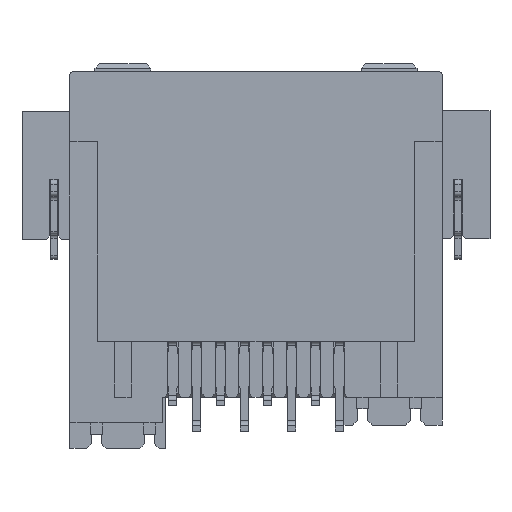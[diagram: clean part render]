
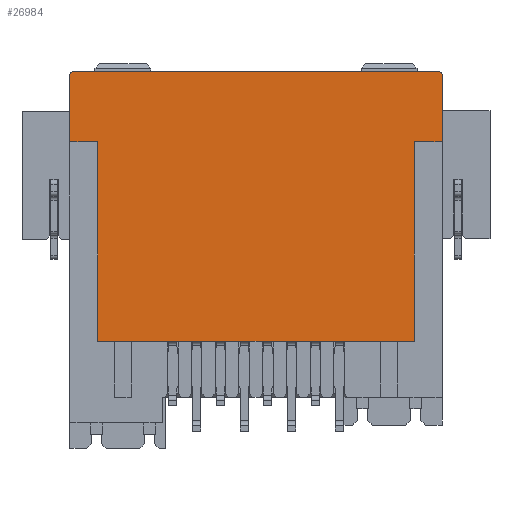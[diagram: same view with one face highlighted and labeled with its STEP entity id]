
A CAD part, front view. The second image highlights one B-rep face of the part: STEP entity #26984.
In plain terms, the highlighted planar face has unit normal (0, -1, 0).
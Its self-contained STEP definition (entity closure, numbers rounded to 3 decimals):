
#3701=CARTESIAN_POINT('',(7.85,-5.55,15.33));
#3702=DIRECTION('',(0.,-1.,0.));
#3703=DIRECTION('',(1.,0.,0.));
#3704=AXIS2_PLACEMENT_3D('',#3701,#3702,#3703);
#3706=DIRECTION('',(0.,0.,1.));
#3707=VECTOR('',#3706,2.85);
#3708=CARTESIAN_POINT('',(8.,-5.55,12.48));
#3709=LINE('',#3708,#3707);
#3710=DIRECTION('',(1.,0.,0.));
#3711=VECTOR('',#3710,13.6);
#3712=CARTESIAN_POINT('',(-6.8,-5.55,3.9));
#3713=LINE('',#3712,#3711);
#3714=DIRECTION('',(0.,0.,-1.));
#3715=VECTOR('',#3714,8.58);
#3716=CARTESIAN_POINT('',(-6.8,-5.55,12.48));
#3717=LINE('',#3716,#3715);
#3718=DIRECTION('',(1.,0.,0.));
#3719=VECTOR('',#3718,1.2);
#3720=CARTESIAN_POINT('',(-8.,-5.55,12.48));
#3721=LINE('',#3720,#3719);
#3722=DIRECTION('',(0.,0.,-1.));
#3723=VECTOR('',#3722,2.85);
#3724=CARTESIAN_POINT('',(-8.,-5.55,15.33));
#3725=LINE('',#3724,#3723);
#3726=CARTESIAN_POINT('',(-7.85,-5.55,15.33));
#3727=DIRECTION('',(0.,-1.,0.));
#3728=DIRECTION('',(0.,0.,1.));
#3729=AXIS2_PLACEMENT_3D('',#3726,#3727,#3728);
#3731=DIRECTION('',(-1.,0.,0.));
#3732=VECTOR('',#3731,15.7);
#3733=CARTESIAN_POINT('',(7.85,-5.55,15.48));
#3734=LINE('',#3733,#3732);
#5216=DIRECTION('',(0.,0.,1.));
#5217=VECTOR('',#5216,8.58);
#5218=CARTESIAN_POINT('',(6.8,-5.55,3.9));
#5219=LINE('',#5218,#5217);
#5224=DIRECTION('',(1.,0.,0.));
#5225=VECTOR('',#5224,1.2);
#5226=CARTESIAN_POINT('',(6.8,-5.55,12.48));
#5227=LINE('',#5226,#5225);
#17281=CARTESIAN_POINT('',(7.85,-5.55,15.48));
#17282=VERTEX_POINT('',#17281);
#17283=CARTESIAN_POINT('',(-7.85,-5.55,15.48));
#17284=VERTEX_POINT('',#17283);
#17759=CARTESIAN_POINT('',(8.,-5.55,12.48));
#17760=VERTEX_POINT('',#17759);
#17761=CARTESIAN_POINT('',(8.,-5.55,15.33));
#17762=VERTEX_POINT('',#17761);
#17945=CARTESIAN_POINT('',(-6.8,-5.55,12.48));
#17946=VERTEX_POINT('',#17945);
#17947=CARTESIAN_POINT('',(-8.,-5.55,12.48));
#17948=VERTEX_POINT('',#17947);
#17953=CARTESIAN_POINT('',(-8.,-5.55,15.33));
#17954=VERTEX_POINT('',#17953);
#18181=CARTESIAN_POINT('',(6.8,-5.55,3.9));
#18182=VERTEX_POINT('',#18181);
#18183=CARTESIAN_POINT('',(-6.8,-5.55,3.9));
#18184=VERTEX_POINT('',#18183);
#18189=CARTESIAN_POINT('',(6.8,-5.55,12.48));
#18190=VERTEX_POINT('',#18189);
#26961=CARTESIAN_POINT('',(0.,-5.55,9.69));
#26962=DIRECTION('',(0.,1.,0.));
#26963=DIRECTION('',(1.,0.,0.));
#26964=AXIS2_PLACEMENT_3D('',#26961,#26962,#26963);
#26965=PLANE('',#26964);
#26967=ORIENTED_EDGE('',*,*,#26966,.F.);
#26969=ORIENTED_EDGE('',*,*,#26968,.F.);
#26971=ORIENTED_EDGE('',*,*,#26970,.F.);
#26973=ORIENTED_EDGE('',*,*,#26972,.F.);
#26974=ORIENTED_EDGE('',*,*,#26378,.F.);
#26976=ORIENTED_EDGE('',*,*,#26975,.F.);
#26978=ORIENTED_EDGE('',*,*,#26977,.F.);
#26979=ORIENTED_EDGE('',*,*,#26639,.F.);
#26980=ORIENTED_EDGE('',*,*,#26953,.F.);
#26981=ORIENTED_EDGE('',*,*,#22497,.F.);
#26982=EDGE_LOOP('',(#26967,#26969,#26971,#26973,#26974,#26976,#26978,#26979,
#26980,#26981));
#26983=FACE_OUTER_BOUND('',#26982,.F.);
#26984=ADVANCED_FACE('',(#26983),#26965,.F.);
#3705=CIRCLE('',#3704,0.15);
#3730=CIRCLE('',#3729,0.15);
#22497=EDGE_CURVE('',#17282,#17284,#3734,.T.);
#26378=EDGE_CURVE('',#18184,#18182,#3713,.T.);
#26639=EDGE_CURVE('',#17954,#17948,#3725,.T.);
#26953=EDGE_CURVE('',#17284,#17954,#3730,.T.);
#26966=EDGE_CURVE('',#17762,#17282,#3705,.T.);
#26968=EDGE_CURVE('',#17760,#17762,#3709,.T.);
#26970=EDGE_CURVE('',#18190,#17760,#5227,.T.);
#26972=EDGE_CURVE('',#18182,#18190,#5219,.T.);
#26975=EDGE_CURVE('',#17946,#18184,#3717,.T.);
#26977=EDGE_CURVE('',#17948,#17946,#3721,.T.);
